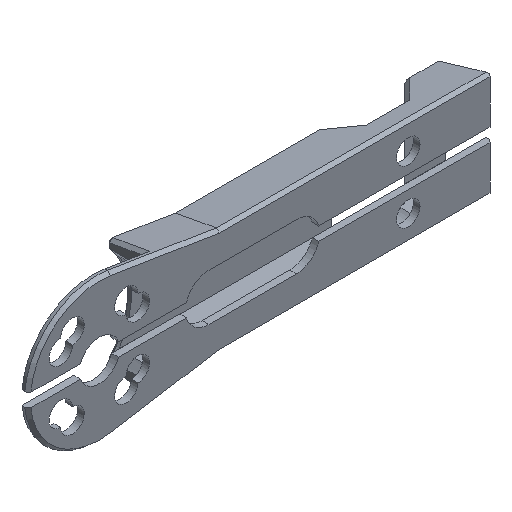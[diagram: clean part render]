
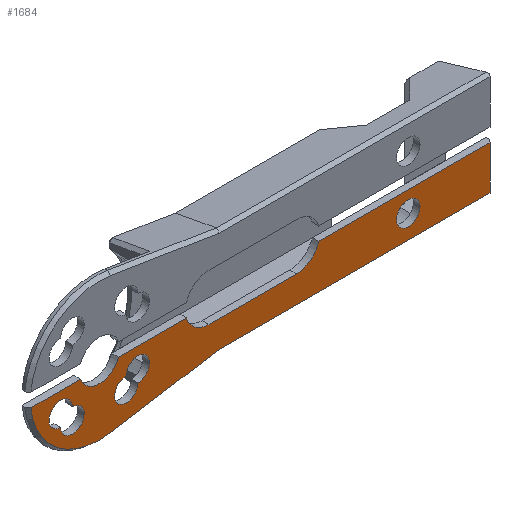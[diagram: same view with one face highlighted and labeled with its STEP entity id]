
A CAD part, isometric view. The second image highlights one B-rep face of the part: STEP entity #1684.
In plain terms, the highlighted planar face has unit normal (0, -1, 0).
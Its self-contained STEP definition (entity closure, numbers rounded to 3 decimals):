
#21=FACE_BOUND('',#259,.T.);
#22=FACE_BOUND('',#260,.T.);
#23=FACE_BOUND('',#261,.T.);
#73=CIRCLE('',#1795,10.25);
#76=CIRCLE('',#1807,3.5);
#87=CIRCLE('',#1821,3.5);
#88=CIRCLE('',#1822,3.);
#89=CIRCLE('',#1823,1.75);
#90=CIRCLE('',#1824,1.75);
#91=CIRCLE('',#1825,1.75);
#92=CIRCLE('',#1826,1.75);
#93=CIRCLE('',#1827,1.75);
#164=FACE_OUTER_BOUND('',#258,.T.);
#258=EDGE_LOOP('',(#1405,#1406,#1407,#1408,#1409,#1410,#1411,#1412,#1413,
#1414,#1415));
#259=EDGE_LOOP('',(#1416,#1417));
#260=EDGE_LOOP('',(#1418,#1419));
#261=EDGE_LOOP('',(#1420));
#424=LINE('',#2654,#613);
#429=LINE('',#2663,#618);
#431=LINE('',#2666,#620);
#435=LINE('',#2685,#624);
#440=LINE('',#2694,#629);
#448=LINE('',#2712,#637);
#455=LINE('',#2749,#644);
#613=VECTOR('',#2129,10.);
#618=VECTOR('',#2136,10.);
#620=VECTOR('',#2140,10.);
#624=VECTOR('',#2158,10.);
#629=VECTOR('',#2165,10.);
#637=VECTOR('',#2179,10.);
#644=VECTOR('',#2222,10.);
#781=VERTEX_POINT('',#2652);
#782=VERTEX_POINT('',#2653);
#784=VERTEX_POINT('',#2660);
#785=VERTEX_POINT('',#2662);
#786=VERTEX_POINT('',#2668);
#790=VERTEX_POINT('',#2684);
#793=VERTEX_POINT('',#2692);
#799=VERTEX_POINT('',#2709);
#800=VERTEX_POINT('',#2711);
#802=VERTEX_POINT('',#2719);
#812=VERTEX_POINT('',#2747);
#813=VERTEX_POINT('',#2751);
#814=VERTEX_POINT('',#2752);
#815=VERTEX_POINT('',#2755);
#816=VERTEX_POINT('',#2756);
#817=VERTEX_POINT('',#2759);
#982=EDGE_CURVE('',#781,#782,#424,.T.);
#987=EDGE_CURVE('',#784,#785,#429,.T.);
#989=EDGE_CURVE('',#785,#781,#431,.T.);
#992=EDGE_CURVE('',#782,#786,#73,.T.);
#997=EDGE_CURVE('',#790,#786,#435,.T.);
#1002=EDGE_CURVE('',#784,#793,#440,.T.);
#1010=EDGE_CURVE('',#800,#799,#448,.T.);
#1014=EDGE_CURVE('',#802,#800,#76,.T.);
#1029=EDGE_CURVE('',#793,#812,#87,.T.);
#1030=EDGE_CURVE('',#812,#802,#455,.T.);
#1031=EDGE_CURVE('',#799,#790,#88,.T.);
#1032=EDGE_CURVE('',#813,#814,#89,.T.);
#1033=EDGE_CURVE('',#814,#813,#90,.T.);
#1034=EDGE_CURVE('',#815,#816,#91,.T.);
#1035=EDGE_CURVE('',#816,#815,#92,.T.);
#1036=EDGE_CURVE('',#817,#817,#93,.T.);
#1405=ORIENTED_EDGE('',*,*,#987,.F.);
#1406=ORIENTED_EDGE('',*,*,#1002,.T.);
#1407=ORIENTED_EDGE('',*,*,#1029,.T.);
#1408=ORIENTED_EDGE('',*,*,#1030,.T.);
#1409=ORIENTED_EDGE('',*,*,#1014,.T.);
#1410=ORIENTED_EDGE('',*,*,#1010,.T.);
#1411=ORIENTED_EDGE('',*,*,#1031,.T.);
#1412=ORIENTED_EDGE('',*,*,#997,.T.);
#1413=ORIENTED_EDGE('',*,*,#992,.F.);
#1414=ORIENTED_EDGE('',*,*,#982,.F.);
#1415=ORIENTED_EDGE('',*,*,#989,.F.);
#1416=ORIENTED_EDGE('',*,*,#1032,.T.);
#1417=ORIENTED_EDGE('',*,*,#1033,.T.);
#1418=ORIENTED_EDGE('',*,*,#1034,.T.);
#1419=ORIENTED_EDGE('',*,*,#1035,.T.);
#1420=ORIENTED_EDGE('',*,*,#1036,.T.);
#1612=PLANE('',#1820);
#1684=ADVANCED_FACE('',(#164,#21,#22,#23),#1612,.F.);
#1795=AXIS2_PLACEMENT_3D('',#2674,#2145,#2146);
#1807=AXIS2_PLACEMENT_3D('',#2720,#2188,#2189);
#1820=AXIS2_PLACEMENT_3D('',#2746,#2218,#2219);
#1821=AXIS2_PLACEMENT_3D('',#2748,#2220,#2221);
#1822=AXIS2_PLACEMENT_3D('',#2750,#2223,#2224);
#1823=AXIS2_PLACEMENT_3D('',#2753,#2225,#2226);
#1824=AXIS2_PLACEMENT_3D('',#2754,#2227,#2228);
#1825=AXIS2_PLACEMENT_3D('',#2757,#2229,#2230);
#1826=AXIS2_PLACEMENT_3D('',#2758,#2231,#2232);
#1827=AXIS2_PLACEMENT_3D('',#2760,#2233,#2234);
#2129=DIRECTION('',(-0.987,0.,-0.159));
#2136=DIRECTION('',(0.,0.,-1.));
#2140=DIRECTION('',(-1.,0.,0.));
#2145=DIRECTION('center_axis',(0.,1.,0.));
#2146=DIRECTION('ref_axis',(0.159,0.,-0.987));
#2158=DIRECTION('',(-1.,0.,0.));
#2165=DIRECTION('',(-1.,0.,0.));
#2179=DIRECTION('',(-1.,0.,0.));
#2188=DIRECTION('center_axis',(0.,1.,0.));
#2189=DIRECTION('ref_axis',(0.,0.,-1.));
#2218=DIRECTION('center_axis',(0.,1.,0.));
#2219=DIRECTION('ref_axis',(-1.,0.,0.));
#2220=DIRECTION('center_axis',(0.,1.,0.));
#2221=DIRECTION('ref_axis',(0.,0.,1.));
#2222=DIRECTION('',(-1.,0.,0.));
#2223=DIRECTION('center_axis',(0.,1.,0.));
#2224=DIRECTION('ref_axis',(-1.,0.,0.));
#2225=DIRECTION('center_axis',(0.,1.,0.));
#2226=DIRECTION('ref_axis',(-1.,0.,0.018));
#2227=DIRECTION('center_axis',(0.,1.,0.));
#2228=DIRECTION('ref_axis',(1.,0.,-0.018));
#2229=DIRECTION('center_axis',(0.,1.,0.));
#2230=DIRECTION('ref_axis',(0.018,0.,1.));
#2231=DIRECTION('center_axis',(0.,1.,0.));
#2232=DIRECTION('ref_axis',(-0.018,0.,-1.));
#2233=DIRECTION('center_axis',(0.,1.,0.));
#2234=DIRECTION('ref_axis',(-1.,0.,0.));
#2652=CARTESIAN_POINT('',(23.861,57.6,-15.5));
#2653=CARTESIAN_POINT('',(7.633,57.6,-18.119));
#2654=CARTESIAN_POINT('',(19.31,57.6,-16.234));
#2660=CARTESIAN_POINT('',(64.175,57.6,-9.));
#2662=CARTESIAN_POINT('',(64.175,57.6,-15.5));
#2663=CARTESIAN_POINT('',(64.175,57.6,-12.));
#2666=CARTESIAN_POINT('',(26.932,57.6,-15.5));
#2668=CARTESIAN_POINT('',(-4.201,57.6,-9.));
#2674=CARTESIAN_POINT('Origin',(6.,57.6,-8.));
#2684=CARTESIAN_POINT('',(3.172,57.6,-9.));
#2685=CARTESIAN_POINT('',(16.567,57.6,-9.));
#2692=CARTESIAN_POINT('',(38.679,57.6,-9.));
#2694=CARTESIAN_POINT('',(47.319,57.6,-9.));
#2709=CARTESIAN_POINT('',(8.828,57.6,-9.));
#2711=CARTESIAN_POINT('',(18.971,57.6,-9.));
#2712=CARTESIAN_POINT('',(24.467,57.6,-9.));
#2719=CARTESIAN_POINT('',(22.325,57.6,-11.5));
#2720=CARTESIAN_POINT('Origin',(22.325,57.6,-8.));
#2746=CARTESIAN_POINT('Origin',(29.963,57.6,-8.));
#2747=CARTESIAN_POINT('',(35.325,57.6,-11.5));
#2748=CARTESIAN_POINT('Origin',(35.325,57.6,-8.));
#2749=CARTESIAN_POINT('',(26.144,57.6,-11.5));
#2750=CARTESIAN_POINT('Origin',(6.,57.6,-8.));
#2751=CARTESIAN_POINT('',(9.984,57.6,-11.984));
#2752=CARTESIAN_POINT('',(11.765,57.6,-13.765));
#2753=CARTESIAN_POINT('Origin',(11.734,57.6,-12.015));
#2754=CARTESIAN_POINT('Origin',(10.015,57.6,-13.734));
#2755=CARTESIAN_POINT('',(2.016,57.6,-11.984));
#2756=CARTESIAN_POINT('',(0.235,57.6,-13.765));
#2757=CARTESIAN_POINT('Origin',(1.985,57.6,-13.734));
#2758=CARTESIAN_POINT('Origin',(0.266,57.6,-12.015));
#2759=CARTESIAN_POINT('',(53.75,57.6,-12.));
#2760=CARTESIAN_POINT('Origin',(52.,57.6,-12.));
